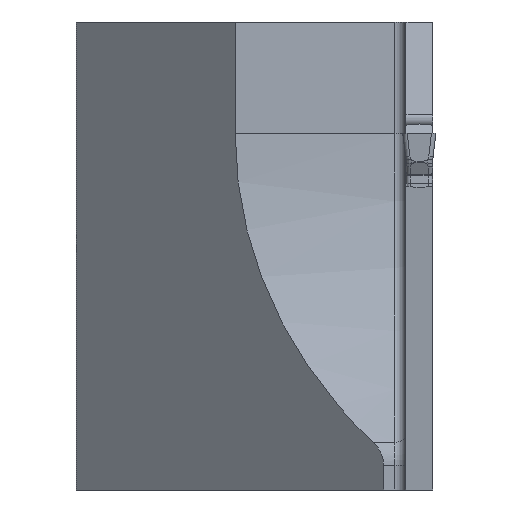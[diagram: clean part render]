
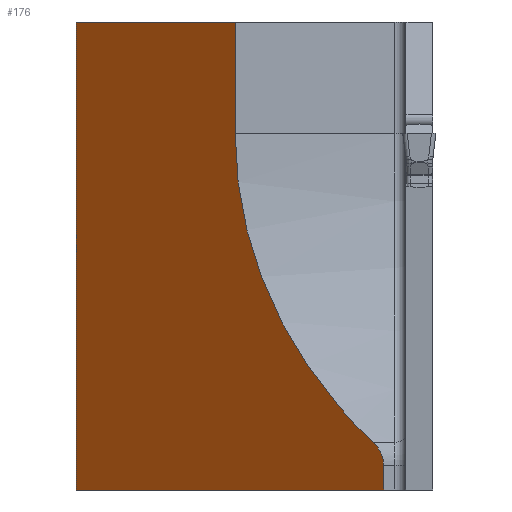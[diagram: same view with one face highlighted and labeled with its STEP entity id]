
A CAD part, left-side view. The second image highlights one B-rep face of the part: STEP entity #176.
In plain terms, the highlighted planar face has unit normal (-0.743, 0.669, 0).
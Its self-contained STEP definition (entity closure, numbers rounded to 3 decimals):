
#143=ELLIPSE('',#1547,4.483,3.);
#144=ELLIPSE('',#1563,59.779,40.);
#176=ADVANCED_FACE('',(#304),#257,.F.);
#257=PLANE('',#1573);
#304=FACE_OUTER_BOUND('',#392,.T.);
#392=EDGE_LOOP('',(#593,#594,#595,#596,#597,#598,#599));
#593=ORIENTED_EDGE('',*,*,#1121,.F.);
#594=ORIENTED_EDGE('',*,*,#1118,.F.);
#595=ORIENTED_EDGE('',*,*,#1106,.F.);
#596=ORIENTED_EDGE('',*,*,#1112,.F.);
#597=ORIENTED_EDGE('',*,*,#1097,.F.);
#598=ORIENTED_EDGE('',*,*,#1091,.F.);
#599=ORIENTED_EDGE('',*,*,#1095,.F.);
#955=VERTEX_POINT('',#2065);
#956=VERTEX_POINT('',#2067);
#959=VERTEX_POINT('',#2074);
#960=VERTEX_POINT('',#2079);
#962=VERTEX_POINT('',#2092);
#964=VERTEX_POINT('',#2095);
#969=VERTEX_POINT('',#2118);
#1091=EDGE_CURVE('',#955,#956,#1306,.T.);
#1095=EDGE_CURVE('',#959,#955,#143,.T.);
#1097=EDGE_CURVE('',#956,#960,#1310,.T.);
#1106=EDGE_CURVE('',#962,#964,#1318,.T.);
#1112=EDGE_CURVE('',#960,#962,#1323,.T.);
#1118=EDGE_CURVE('',#964,#969,#1328,.T.);
#1121=EDGE_CURVE('',#969,#959,#144,.T.);
#1306=LINE('',#2066,#1432);
#1310=LINE('',#2078,#1436);
#1318=LINE('',#2094,#1444);
#1323=LINE('',#2105,#1449);
#1328=LINE('',#2117,#1454);
#1432=VECTOR('',#1690,1.);
#1436=VECTOR('',#1702,1.);
#1444=VECTOR('',#1718,1.);
#1449=VECTOR('',#1729,1.);
#1454=VECTOR('',#1744,1.);
#1547=AXIS2_PLACEMENT_3D('',#2075,#1696,#1697);
#1563=AXIS2_PLACEMENT_3D('',#2123,#1749,#1750);
#1573=AXIS2_PLACEMENT_3D('',#2133,#1769,#1770);
#1690=DIRECTION('',(0.,0.,-1.));
#1696=DIRECTION('',(0.743,-0.669,0.));
#1697=DIRECTION('',(-0.669,-0.743,0.));
#1702=DIRECTION('',(0.669,0.743,0.));
#1718=DIRECTION('',(-0.669,-0.743,0.));
#1729=DIRECTION('',(0.,0.,1.));
#1744=DIRECTION('',(0.,0.,-1.));
#1749=DIRECTION('',(-0.743,0.669,0.));
#1750=DIRECTION('',(-0.669,-0.743,0.));
#1769=DIRECTION('',(0.743,-0.669,0.));
#1770=DIRECTION('',(0.669,0.743,0.));
#2065=CARTESIAN_POINT('',(11.,4.4,-29.799));
#2066=CARTESIAN_POINT('',(11.,4.4,50.));
#2067=CARTESIAN_POINT('',(11.,4.4,-32.));
#2074=CARTESIAN_POINT('',(11.837,5.33,-27.72));
#2075=CARTESIAN_POINT('',(14.,7.732,-29.799));
#2078=CARTESIAN_POINT('',(35.851,32.,-32.));
#2079=CARTESIAN_POINT('',(35.851,32.,-32.));
#2092=CARTESIAN_POINT('',(35.851,32.,10.));
#2094=CARTESIAN_POINT('',(35.851,32.,10.));
#2095=CARTESIAN_POINT('',(23.,17.727,10.));
#2105=CARTESIAN_POINT('',(35.851,32.,50.));
#2117=CARTESIAN_POINT('',(23.,17.727,50.));
#2118=CARTESIAN_POINT('',(23.,17.727,0.));
#2123=CARTESIAN_POINT('',(-17.,-26.697,0.));
#2133=CARTESIAN_POINT('',(35.851,32.,50.));
